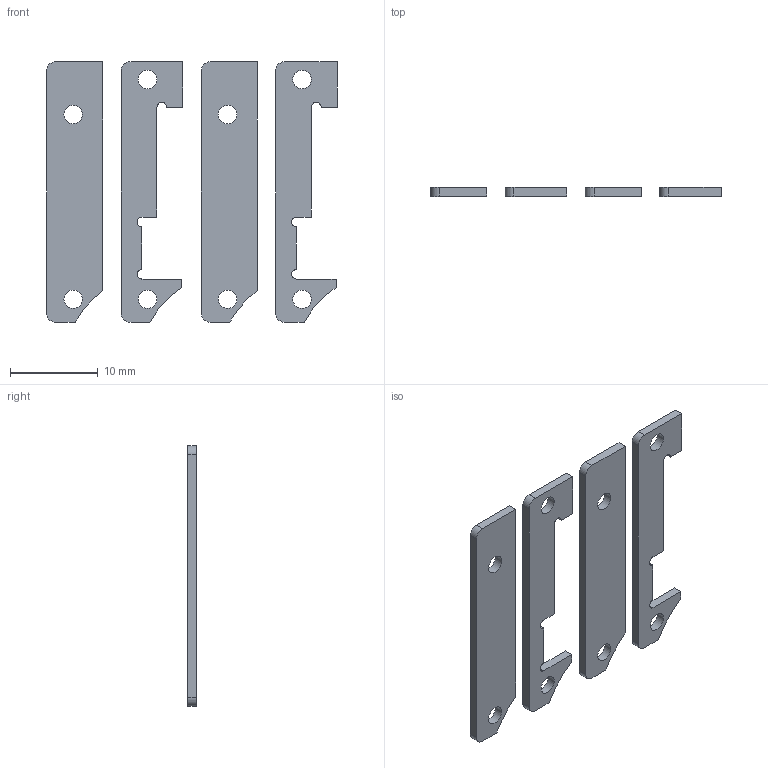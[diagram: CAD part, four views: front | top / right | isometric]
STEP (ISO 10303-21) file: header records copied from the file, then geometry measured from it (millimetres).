
FILE_DESCRIPTION(/* description */ (''),/* implementation_level */ '2;1');
FILE_NAME(/* name */ 'Leg_t1_CAM.stp',/* time_stamp */ '2025-04-27T02:44:27+09:00',/* author */ ('rei_r'),/* organization */ (''),/* preprocessor_version */ 'ST-DEVELOPER v19.2',/* originating_system */ 'Autodesk Inventor 2023',/* authorisation */ '');
FILE_SCHEMA (('AUTOMOTIVE_DESIGN { 1 0 10303 214 3 1 1 }'));
Length unit declared in the file: millimetre
Products named in the file (3): Leg_t1_CAM; knee_joint_spacer_1; knee_joint_spacer_2
Assembly tree (4 placements, depth 2):
  Leg_t1_CAM
    knee_joint_spacer_1  x2
    knee_joint_spacer_2  x2
Bounding box: 33.03 x 1 x 29.6 mm (x, y, z)
Volume: 589.4 mm3; surface area: 1532.1 mm2
Topology: 4 solids, 4 shells, 62 faces, 162 edges, 108 vertices
Faces by surface type: plane 36, cylinder 26
Full cylindrical faces by diameter (mm): 2.1 x8
Entity records: 1100 total; most frequent: DIRECTION 183, CARTESIAN_POINT 173, ORIENTED_EDGE 162, EDGE_CURVE 81, AXIS2_PLACEMENT_3D 64, LINE 55, VECTOR 55, VERTEX_POINT 54
